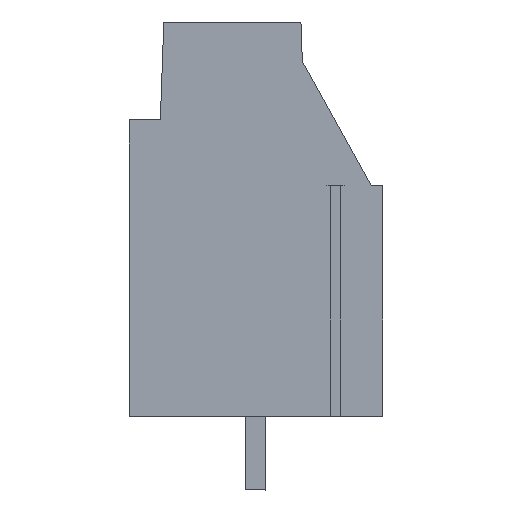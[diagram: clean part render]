
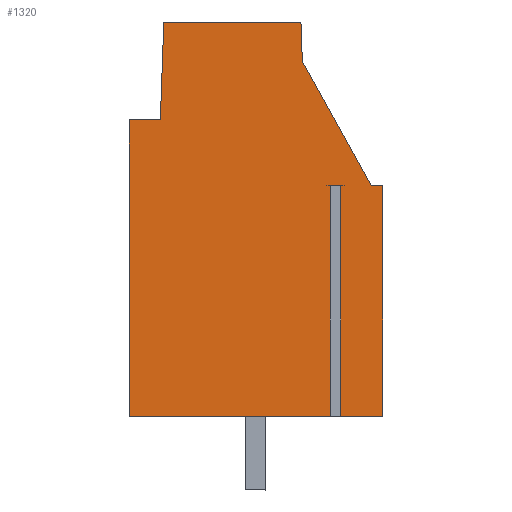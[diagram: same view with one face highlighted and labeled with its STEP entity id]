
A CAD part, left-side view. The second image highlights one B-rep face of the part: STEP entity #1320.
In plain terms, the highlighted planar face has unit normal (-1, 0, 0).
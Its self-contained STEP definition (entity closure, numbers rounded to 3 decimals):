
#1228=AXIS2_PLACEMENT_3D('Plane Axis2P3D',#1225,#1226,#1227) ;
#610=CARTESIAN_POINT('Vertex',(0.,0.5,13.2)) ;
#615=CARTESIAN_POINT('Line Origine',(0.,0.25,13.2)) ;
#619=CARTESIAN_POINT('Vertex',(0.,0.,13.2)) ;
#658=CARTESIAN_POINT('Vertex',(0.,3.49,18.592)) ;
#663=CARTESIAN_POINT('Line Origine',(0.,1.995,15.896)) ;
#1225=CARTESIAN_POINT('Axis2P3D Location',(0.,11.,0.)) ;
#1230=CARTESIAN_POINT('Line Origine',(0.,0.912,3.2)) ;
#1234=CARTESIAN_POINT('Vertex',(0.,1.825,3.2)) ;
#1236=CARTESIAN_POINT('Vertex',(0.,0.,3.2)) ;
#1239=CARTESIAN_POINT('Line Origine',(0.,0.,8.2)) ;
#1244=CARTESIAN_POINT('Line Origine',(0.,3.52,19.446)) ;
#1248=CARTESIAN_POINT('Vertex',(0.,3.55,20.3)) ;
#1251=CARTESIAN_POINT('Line Origine',(0.,6.525,20.3)) ;
#1255=CARTESIAN_POINT('Vertex',(0.,9.5,20.3)) ;
#1258=CARTESIAN_POINT('Line Origine',(0.,9.574,18.175)) ;
#1262=CARTESIAN_POINT('Vertex',(0.,9.648,16.05)) ;
#1265=CARTESIAN_POINT('Line Origine',(0.,10.324,16.05)) ;
#1269=CARTESIAN_POINT('Vertex',(0.,11.,16.05)) ;
#1272=CARTESIAN_POINT('Line Origine',(0.,11.,9.625)) ;
#1276=CARTESIAN_POINT('Vertex',(0.,11.,3.2)) ;
#1279=CARTESIAN_POINT('Line Origine',(0.,6.638,3.2)) ;
#1283=CARTESIAN_POINT('Vertex',(0.,2.275,3.2)) ;
#1286=CARTESIAN_POINT('Line Origine',(0.,2.275,8.2)) ;
#1290=CARTESIAN_POINT('Vertex',(0.,2.275,13.2)) ;
#1293=CARTESIAN_POINT('Line Origine',(0.,2.05,13.2)) ;
#1297=CARTESIAN_POINT('Vertex',(0.,1.825,13.2)) ;
#1300=CARTESIAN_POINT('Line Origine',(0.,1.825,8.2)) ;
#616=DIRECTION('Vector Direction',(0.,-1.,0.)) ;
#664=DIRECTION('Vector Direction',(0.,-0.485,-0.875)) ;
#1226=DIRECTION('Axis2P3D Direction',(-1.,0.,0.)) ;
#1227=DIRECTION('Axis2P3D XDirection',(0.,-1.,0.)) ;
#1231=DIRECTION('Vector Direction',(0.,1.,0.)) ;
#1240=DIRECTION('Vector Direction',(0.,0.,-1.)) ;
#1245=DIRECTION('Vector Direction',(0.,0.035,0.999)) ;
#1252=DIRECTION('Vector Direction',(0.,-1.,0.)) ;
#1259=DIRECTION('Vector Direction',(0.,0.035,-0.999)) ;
#1266=DIRECTION('Vector Direction',(0.,-1.,0.)) ;
#1273=DIRECTION('Vector Direction',(0.,0.,1.)) ;
#1280=DIRECTION('Vector Direction',(0.,1.,0.)) ;
#1287=DIRECTION('Vector Direction',(0.,0.,1.)) ;
#1294=DIRECTION('Vector Direction',(0.,-1.,0.)) ;
#1301=DIRECTION('Vector Direction',(0.,0.,1.)) ;
#617=VECTOR('Line Direction',#616,1.) ;
#665=VECTOR('Line Direction',#664,1.) ;
#1232=VECTOR('Line Direction',#1231,1.) ;
#1241=VECTOR('Line Direction',#1240,1.) ;
#1246=VECTOR('Line Direction',#1245,1.) ;
#1253=VECTOR('Line Direction',#1252,1.) ;
#1260=VECTOR('Line Direction',#1259,1.) ;
#1267=VECTOR('Line Direction',#1266,1.) ;
#1274=VECTOR('Line Direction',#1273,1.) ;
#1281=VECTOR('Line Direction',#1280,1.) ;
#1288=VECTOR('Line Direction',#1287,1.) ;
#1295=VECTOR('Line Direction',#1294,1.) ;
#1302=VECTOR('Line Direction',#1301,1.) ;
#1306=ORIENTED_EDGE('',*,*,#1238,.T.) ;
#1307=ORIENTED_EDGE('',*,*,#1243,.T.) ;
#1308=ORIENTED_EDGE('',*,*,#621,.T.) ;
#1309=ORIENTED_EDGE('',*,*,#667,.T.) ;
#1310=ORIENTED_EDGE('',*,*,#1250,.T.) ;
#1311=ORIENTED_EDGE('',*,*,#1257,.T.) ;
#1312=ORIENTED_EDGE('',*,*,#1264,.T.) ;
#1313=ORIENTED_EDGE('',*,*,#1271,.T.) ;
#1314=ORIENTED_EDGE('',*,*,#1278,.T.) ;
#1315=ORIENTED_EDGE('',*,*,#1285,.T.) ;
#1316=ORIENTED_EDGE('',*,*,#1292,.T.) ;
#1317=ORIENTED_EDGE('',*,*,#1299,.F.) ;
#1318=ORIENTED_EDGE('',*,*,#1304,.F.) ;
#1320=ADVANCED_FACE('KLSC M3x6.3.1',(#1319),#1229,.T.) ;
#621=EDGE_CURVE('',#620,#611,#618,.F.) ;
#667=EDGE_CURVE('',#611,#659,#666,.F.) ;
#1238=EDGE_CURVE('',#1235,#1237,#1233,.F.) ;
#1243=EDGE_CURVE('',#1237,#620,#1242,.F.) ;
#1250=EDGE_CURVE('',#659,#1249,#1247,.T.) ;
#1257=EDGE_CURVE('',#1249,#1256,#1254,.F.) ;
#1264=EDGE_CURVE('',#1256,#1263,#1261,.T.) ;
#1271=EDGE_CURVE('',#1263,#1270,#1268,.F.) ;
#1278=EDGE_CURVE('',#1270,#1277,#1275,.F.) ;
#1285=EDGE_CURVE('',#1277,#1284,#1282,.F.) ;
#1292=EDGE_CURVE('',#1284,#1291,#1289,.T.) ;
#1299=EDGE_CURVE('',#1298,#1291,#1296,.F.) ;
#1304=EDGE_CURVE('',#1235,#1298,#1303,.T.) ;
#1305=EDGE_LOOP('',(#1306,#1307,#1308,#1309,#1310,#1311,#1312,#1313,#1314,#1315,#1316,#1317,#1318)) ;
#1319=FACE_OUTER_BOUND('',#1305,.T.) ;
#618=LINE('Line',#615,#617) ;
#666=LINE('Line',#663,#665) ;
#1233=LINE('Line',#1230,#1232) ;
#1242=LINE('Line',#1239,#1241) ;
#1247=LINE('Line',#1244,#1246) ;
#1254=LINE('Line',#1251,#1253) ;
#1261=LINE('Line',#1258,#1260) ;
#1268=LINE('Line',#1265,#1267) ;
#1275=LINE('Line',#1272,#1274) ;
#1282=LINE('Line',#1279,#1281) ;
#1289=LINE('Line',#1286,#1288) ;
#1296=LINE('Line',#1293,#1295) ;
#1303=LINE('Line',#1300,#1302) ;
#1229=PLANE('',#1228) ;
#611=VERTEX_POINT('',#610) ;
#620=VERTEX_POINT('',#619) ;
#659=VERTEX_POINT('',#658) ;
#1235=VERTEX_POINT('',#1234) ;
#1237=VERTEX_POINT('',#1236) ;
#1249=VERTEX_POINT('',#1248) ;
#1256=VERTEX_POINT('',#1255) ;
#1263=VERTEX_POINT('',#1262) ;
#1270=VERTEX_POINT('',#1269) ;
#1277=VERTEX_POINT('',#1276) ;
#1284=VERTEX_POINT('',#1283) ;
#1291=VERTEX_POINT('',#1290) ;
#1298=VERTEX_POINT('',#1297) ;
